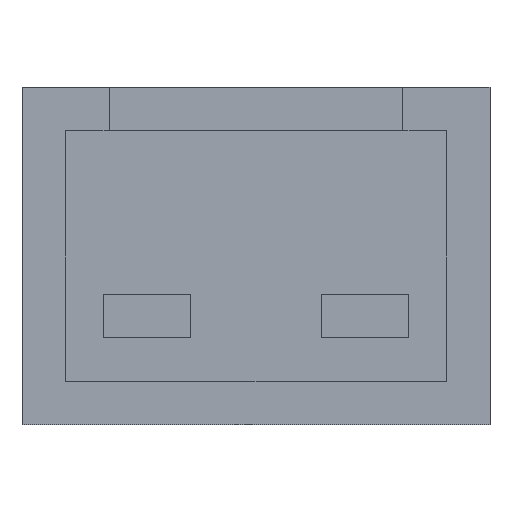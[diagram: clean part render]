
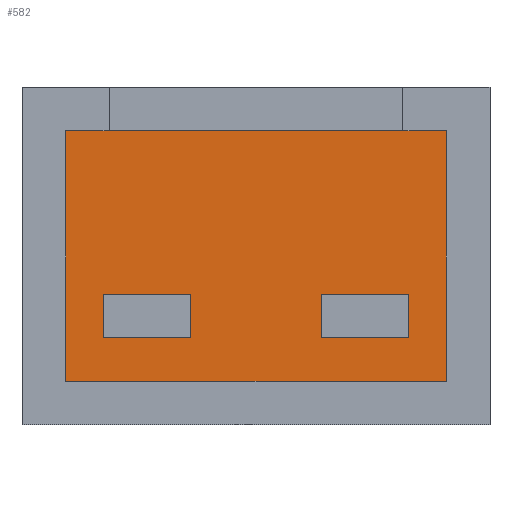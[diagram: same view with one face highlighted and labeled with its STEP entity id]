
A CAD part, left-side view. The second image highlights one B-rep face of the part: STEP entity #582.
In plain terms, the highlighted planar face has unit normal (-1, 0, 0).
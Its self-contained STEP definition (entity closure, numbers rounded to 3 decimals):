
#38=FACE_OUTER_BOUND('',#75,.T.);
#75=EDGE_LOOP('',(#407,#408,#409,#410));
#114=LINE('',#853,#188);
#119=LINE('',#862,#193);
#122=LINE('',#868,#196);
#124=LINE('',#871,#198);
#188=VECTOR('',#687,10.);
#193=VECTOR('',#694,10.);
#196=VECTOR('',#699,10.);
#198=VECTOR('',#703,10.);
#262=VERTEX_POINT('',#850);
#263=VERTEX_POINT('',#852);
#266=VERTEX_POINT('',#860);
#268=VERTEX_POINT('',#866);
#314=EDGE_CURVE('',#262,#263,#114,.T.);
#319=EDGE_CURVE('',#266,#262,#119,.T.);
#322=EDGE_CURVE('',#268,#266,#122,.T.);
#324=EDGE_CURVE('',#263,#268,#124,.T.);
#407=ORIENTED_EDGE('',*,*,#324,.F.);
#408=ORIENTED_EDGE('',*,*,#314,.F.);
#409=ORIENTED_EDGE('',*,*,#319,.F.);
#410=ORIENTED_EDGE('',*,*,#322,.F.);
#547=PLANE('',#638);
#582=ADVANCED_FACE('',(#38),#547,.F.);
#638=AXIS2_PLACEMENT_3D('',#872,#704,#705);
#687=DIRECTION('',(0.,-1.,0.));
#694=DIRECTION('',(0.,0.,1.));
#699=DIRECTION('',(0.,1.,0.));
#703=DIRECTION('',(0.,0.,-1.));
#704=DIRECTION('center_axis',(1.,0.,0.));
#705=DIRECTION('ref_axis',(0.,0.,-1.));
#850=CARTESIAN_POINT('',(-2.,1.75,2.4));
#852=CARTESIAN_POINT('',(-2.,-1.75,2.4));
#853=CARTESIAN_POINT('',(-2.,-1.75,2.4));
#860=CARTESIAN_POINT('',(-2.,1.75,0.1));
#862=CARTESIAN_POINT('',(-2.,1.75,2.4));
#866=CARTESIAN_POINT('',(-2.,-1.75,0.1));
#868=CARTESIAN_POINT('',(-2.,1.75,0.1));
#871=CARTESIAN_POINT('',(-2.,-1.75,0.1));
#872=CARTESIAN_POINT('Origin',(-2.,0.,1.25));
